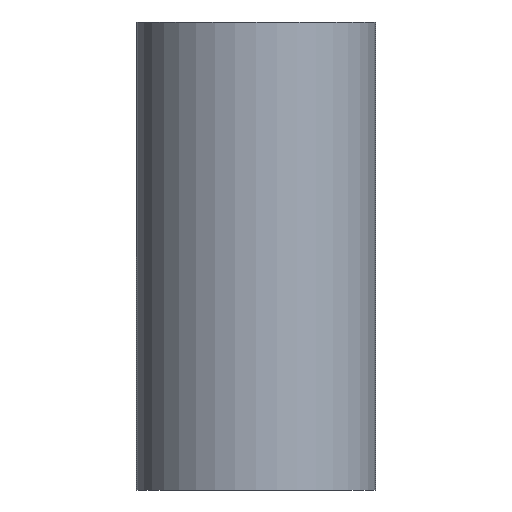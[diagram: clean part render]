
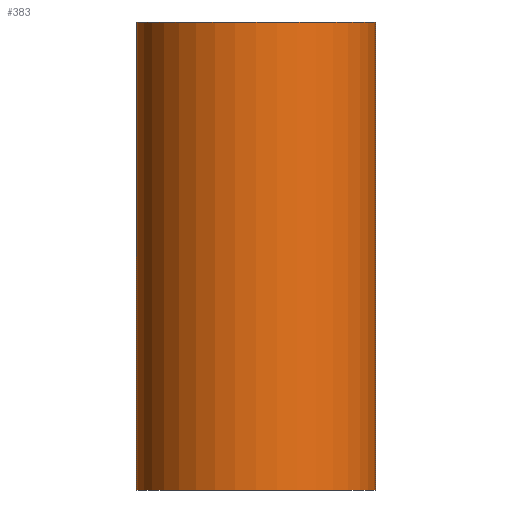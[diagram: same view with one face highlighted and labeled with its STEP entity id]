
A CAD part, front view. The second image highlights one B-rep face of the part: STEP entity #383.
In plain terms, the highlighted cylindrical face has radius 11.75 mm (diameter 23.5 mm), a full revolution.
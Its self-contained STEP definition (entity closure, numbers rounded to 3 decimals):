
#44=ELLIPSE('',#433,16.617,11.75);
#45=ELLIPSE('',#434,16.617,11.75);
#66=CYLINDRICAL_SURFACE('',#435,11.75);
#85=FACE_BOUND('',#152,.T.);
#86=FACE_BOUND('',#153,.T.);
#107=FACE_OUTER_BOUND('',#151,.T.);
#151=EDGE_LOOP('',(#313));
#152=EDGE_LOOP('',(#314,#315));
#153=EDGE_LOOP('',(#316));
#170=CIRCLE('',#403,11.75);
#178=CIRCLE('',#417,11.75);
#191=VERTEX_POINT('',#552);
#199=VERTEX_POINT('',#574);
#207=VERTEX_POINT('',#600);
#208=VERTEX_POINT('',#601);
#228=EDGE_CURVE('',#191,#191,#170,.T.);
#236=EDGE_CURVE('',#199,#199,#178,.T.);
#246=EDGE_CURVE('',#207,#208,#44,.T.);
#247=EDGE_CURVE('',#208,#207,#45,.T.);
#313=ORIENTED_EDGE('',*,*,#228,.F.);
#314=ORIENTED_EDGE('',*,*,#247,.T.);
#315=ORIENTED_EDGE('',*,*,#246,.T.);
#316=ORIENTED_EDGE('',*,*,#236,.F.);
#383=ADVANCED_FACE('',(#107,#85,#86),#66,.T.);
#403=AXIS2_PLACEMENT_3D('',#553,#458,#459);
#417=AXIS2_PLACEMENT_3D('',#575,#486,#487);
#433=AXIS2_PLACEMENT_3D('',#602,#520,#521);
#434=AXIS2_PLACEMENT_3D('',#603,#522,#523);
#435=AXIS2_PLACEMENT_3D('',#604,#524,#525);
#458=DIRECTION('center_axis',(0.,0.,-1.));
#459=DIRECTION('ref_axis',(-1.,0.,0.));
#486=DIRECTION('center_axis',(0.,0.,1.));
#487=DIRECTION('ref_axis',(-1.,0.,0.));
#520=DIRECTION('center_axis',(0.,-0.707,-0.707));
#521=DIRECTION('ref_axis',(0.,0.707,-0.707));
#522=DIRECTION('center_axis',(0.,-0.707,0.707));
#523=DIRECTION('ref_axis',(0.,-0.707,-0.707));
#524=DIRECTION('center_axis',(0.,0.,1.));
#525=DIRECTION('ref_axis',(-1.,0.,0.));
#552=CARTESIAN_POINT('',(11.75,0.,-23.));
#553=CARTESIAN_POINT('Origin',(0.,0.,-23.));
#574=CARTESIAN_POINT('',(11.75,0.,23.));
#575=CARTESIAN_POINT('Origin',(0.,0.,23.));
#600=CARTESIAN_POINT('',(-11.75,0.,0.));
#601=CARTESIAN_POINT('',(11.75,0.,0.));
#602=CARTESIAN_POINT('Origin',(0.,0.,0.));
#603=CARTESIAN_POINT('Origin',(0.,0.,0.));
#604=CARTESIAN_POINT('Origin',(0.,0.,0.));
